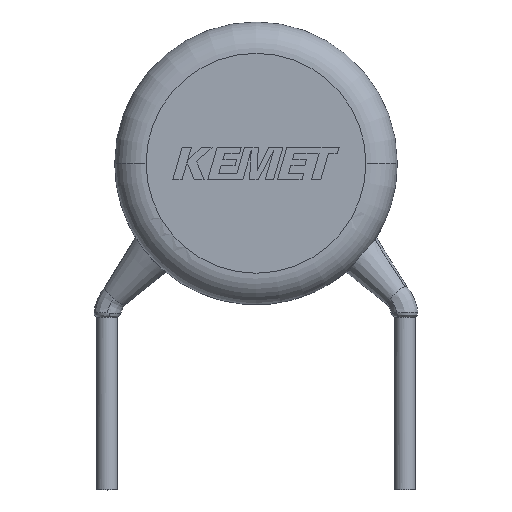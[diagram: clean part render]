
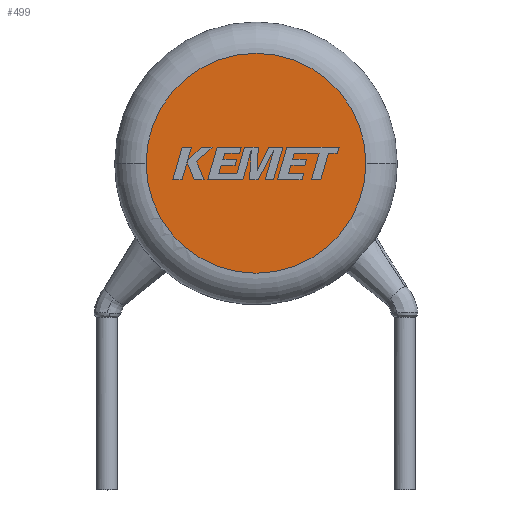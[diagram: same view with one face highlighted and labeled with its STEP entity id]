
A CAD part, top view. The second image highlights one B-rep face of the part: STEP entity #499.
In plain terms, the highlighted planar face has unit normal (0, 0, 1).
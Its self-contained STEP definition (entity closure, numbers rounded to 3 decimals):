
#499 = ADVANCED_FACE ( 'NONE', ( #1221 ), #2495, .T. ) ;
#512 = CIRCLE ( 'NONE', #741, 3.5 ) ;
#577 = DIRECTION ( 'NONE',  ( 1., 0., 0. ) ) ;
#699 = CARTESIAN_POINT ( 'NONE',  ( 0., 0., 5. ) ) ;
#741 = AXIS2_PLACEMENT_3D ( 'NONE', #699, #2354, #2371 ) ;
#903 = CARTESIAN_POINT ( 'NONE',  ( 0., 0., 5. ) ) ;
#1221 = FACE_OUTER_BOUND ( 'NONE', #1987, .T. ) ;
#1654 = CARTESIAN_POINT ( 'NONE',  ( 0., 0., 5. ) ) ;
#1676 = AXIS2_PLACEMENT_3D ( 'NONE', #1654, #3924, #2606 ) ;
#1867 = CARTESIAN_POINT ( 'NONE',  ( -3.5, 0., 5. ) ) ;
#1987 = EDGE_LOOP ( 'NONE', ( #2849, #2776 ) ) ;
#2354 = DIRECTION ( 'NONE',  ( 0., 0., 1. ) ) ;
#2361 = VERTEX_POINT ( 'NONE', #1867 ) ;
#2371 = DIRECTION ( 'NONE',  ( 1., 0., 0. ) ) ;
#2495 = PLANE ( 'NONE',  #3948 ) ;
#2606 = DIRECTION ( 'NONE',  ( 1., 0., 0. ) ) ;
#2776 = ORIENTED_EDGE ( 'NONE', *, *, #4097, .T. ) ;
#2849 = ORIENTED_EDGE ( 'NONE', *, *, #3678, .T. ) ;
#3114 = CARTESIAN_POINT ( 'NONE',  ( 3.5, 0., 5. ) ) ;
#3131 = CIRCLE ( 'NONE', #1676, 3.5 ) ;
#3678 = EDGE_CURVE ( 'NONE', #3797, #2361, #512, .T. ) ;
#3797 = VERTEX_POINT ( 'NONE', #3114 ) ;
#3873 = DIRECTION ( 'NONE',  ( 0., 0., 1. ) ) ;
#3924 = DIRECTION ( 'NONE',  ( 0., 0., 1. ) ) ;
#3948 = AXIS2_PLACEMENT_3D ( 'NONE', #903, #3873, #577 ) ;
#4097 = EDGE_CURVE ( 'NONE', #2361, #3797, #3131, .T. ) ;
